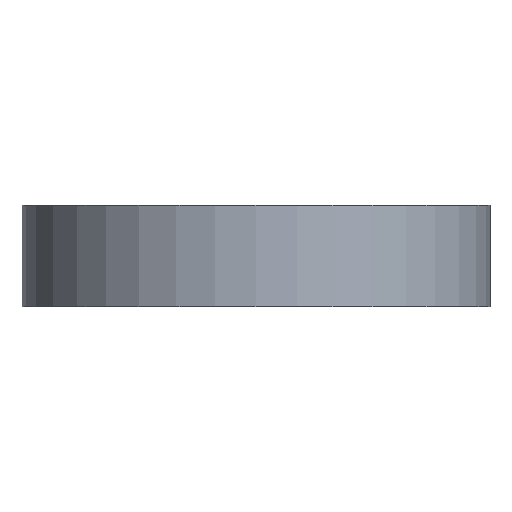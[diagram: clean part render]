
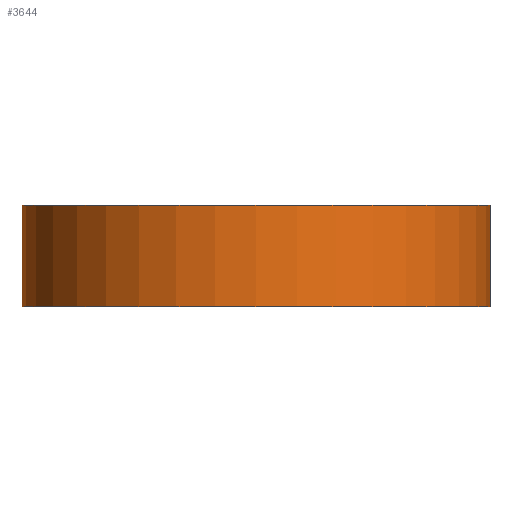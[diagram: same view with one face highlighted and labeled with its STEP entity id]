
A CAD part, front view. The second image highlights one B-rep face of the part: STEP entity #3644.
In plain terms, the highlighted cylindrical face has radius 27.576 mm (diameter 55.152 mm), a full revolution.
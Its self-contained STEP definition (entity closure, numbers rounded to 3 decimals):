
#15=LINE('',#9190,#16);
#16=VECTOR('',#4129,27.576);
#67=CYLINDRICAL_SURFACE('',#3818,27.576);
#70=CIRCLE('',#3667,27.576);
#171=CIRCLE('',#3819,27.576);
#375=FACE_OUTER_BOUND('',#579,.T.);
#579=EDGE_LOOP('',(#3088,#3089,#3090,#3091));
#1474=VERTEX_POINT('',#8938);
#1483=VERTEX_POINT('',#9189);
#1974=EDGE_CURVE('',#1474,#1474,#70,.T.);
#2085=EDGE_CURVE('',#1474,#1483,#15,.T.);
#2086=EDGE_CURVE('',#1483,#1483,#171,.T.);
#3088=ORIENTED_EDGE('',*,*,#1974,.T.);
#3089=ORIENTED_EDGE('',*,*,#2085,.T.);
#3090=ORIENTED_EDGE('',*,*,#2086,.F.);
#3091=ORIENTED_EDGE('',*,*,#2085,.F.);
#3644=ADVANCED_FACE('',(#375),#67,.T.);
#3667=AXIS2_PLACEMENT_3D('',#8939,#3825,#3826);
#3818=AXIS2_PLACEMENT_3D('',#9188,#4127,#4128);
#3819=AXIS2_PLACEMENT_3D('',#9191,#4130,#4131);
#3825=DIRECTION('center_axis',(0.,0.,-1.));
#3826=DIRECTION('ref_axis',(-1.,0.,0.));
#4127=DIRECTION('center_axis',(0.,0.,1.));
#4128=DIRECTION('ref_axis',(-1.,0.,0.));
#4129=DIRECTION('',(0.,0.,-1.));
#4130=DIRECTION('center_axis',(0.,0.,-1.));
#4131=DIRECTION('ref_axis',(-1.,0.,0.));
#8938=CARTESIAN_POINT('',(27.576,0.,12.));
#8939=CARTESIAN_POINT('Origin',(0.,0.,12.));
#9188=CARTESIAN_POINT('Origin',(0.,0.,0.));
#9189=CARTESIAN_POINT('',(27.576,0.,0.));
#9190=CARTESIAN_POINT('',(27.576,0.,0.));
#9191=CARTESIAN_POINT('Origin',(0.,0.,0.));
